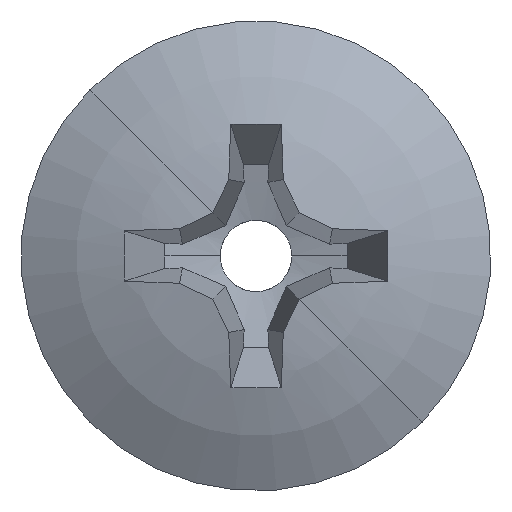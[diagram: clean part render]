
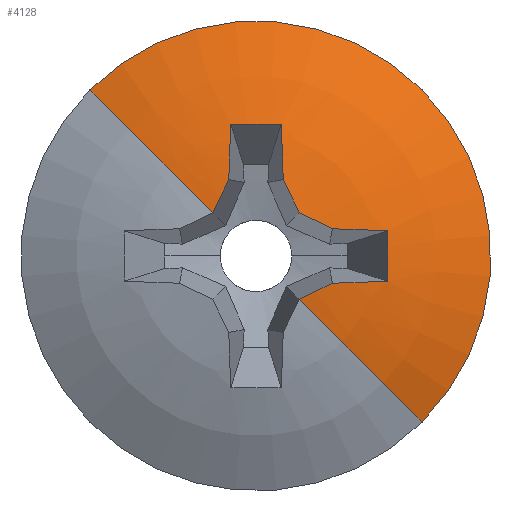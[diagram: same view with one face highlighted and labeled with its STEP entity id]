
A CAD part, left-side view. The second image highlights one B-rep face of the part: STEP entity #4128.
In plain terms, the highlighted spherical face has radius 6.558 mm.
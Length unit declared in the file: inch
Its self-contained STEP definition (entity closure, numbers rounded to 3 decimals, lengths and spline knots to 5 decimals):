
#1639=CARTESIAN_POINT('',(0.16817,0.,0.));
#1640=DIRECTION('',(0.,0.,-1.));
#1641=DIRECTION('',(-0.861,-0.509,0.));
#1642=AXIS2_PLACEMENT_3D('',#1639,#1640,#1641);
#1649=CARTESIAN_POINT('',(0.16817,0.,0.));
#1650=DIRECTION('',(0.,0.,1.));
#1651=DIRECTION('',(-0.861,0.509,0.));
#1652=AXIS2_PLACEMENT_3D('',#1649,#1650,#1651);
#1782=CARTESIAN_POINT('',(-0.08598,-0.04101,
0.01946));
#1783=CARTESIAN_POINT('',(-0.08609,-0.04073,
0.01863));
#1784=CARTESIAN_POINT('',(-0.0863,-0.04016,
0.01696));
#1785=CARTESIAN_POINT('',(-0.08658,-0.03931,
0.01449));
#1786=CARTESIAN_POINT('',(-0.08684,-0.03846,
0.01205));
#1787=CARTESIAN_POINT('',(-0.08707,-0.03762,
0.00962));
#1788=CARTESIAN_POINT('',(-0.08727,-0.03677,
0.00721));
#1789=CARTESIAN_POINT('',(-0.08745,-0.03593,
0.00481));
#1790=CARTESIAN_POINT('',(-0.0876,-0.03508,
0.00241));
#1791=CARTESIAN_POINT('',(-0.08768,-0.03451,
0.00081));
#1792=CARTESIAN_POINT('',(-0.08772,-0.03423,0.));
#1794=CARTESIAN_POINT('',(0.16393,0.01826,
0.01826));
#1795=DIRECTION('',(-0.162,0.698,0.698));
#1796=DIRECTION('',(-0.973,-0.231,0.005));
#1797=AXIS2_PLACEMENT_3D('',#1794,#1795,#1796);
#1799=CARTESIAN_POINT('',(0.14445,0.03165,
-0.03165));
#1800=DIRECTION('',(-0.468,0.625,-0.625));
#1801=DIRECTION('',(-0.882,-0.37,0.291));
#1802=AXIS2_PLACEMENT_3D('',#1799,#1800,#1801);
#1804=CARTESIAN_POINT('',(0.16393,-0.01826,
-0.01826));
#1805=DIRECTION('',(0.162,0.698,0.698));
#1806=DIRECTION('',(-0.973,-0.005,0.231));
#1807=AXIS2_PLACEMENT_3D('',#1804,#1805,#1806);
#1809=CARTESIAN_POINT('',(-0.08772,0.,0.03423));
#1810=CARTESIAN_POINT('',(-0.08762,-0.00211,
0.03498));
#1811=CARTESIAN_POINT('',(-0.08736,-0.00631,
0.03646));
#1812=CARTESIAN_POINT('',(-0.08682,-0.01246,
0.03861));
#1813=CARTESIAN_POINT('',(-0.08629,-0.01706,
0.04019));
#1814=CARTESIAN_POINT('',(-0.08598,-0.01946,
0.04101));
#1816=CARTESIAN_POINT('',(-0.08598,0.01946,
0.04101));
#1817=CARTESIAN_POINT('',(-0.0863,0.01705,
0.04019));
#1818=CARTESIAN_POINT('',(-0.08683,0.01242,
0.0386));
#1819=CARTESIAN_POINT('',(-0.08737,0.00626,
0.03645));
#1820=CARTESIAN_POINT('',(-0.08762,0.00209,
0.03497));
#1821=CARTESIAN_POINT('',(-0.08772,0.,0.03423));
#1823=CARTESIAN_POINT('',(0.16393,0.01826,
-0.01826));
#1824=DIRECTION('',(0.162,-0.698,0.698));
#1825=DIRECTION('',(-0.945,0.093,0.312));
#1826=AXIS2_PLACEMENT_3D('',#1823,#1824,#1825);
#1828=CARTESIAN_POINT('',(0.14445,-0.03165,
-0.03165));
#1829=DIRECTION('',(0.468,0.625,0.625));
#1830=DIRECTION('',(-0.882,0.37,0.291));
#1831=AXIS2_PLACEMENT_3D('',#1828,#1829,#1830);
#1833=CARTESIAN_POINT('',(0.16393,-0.01826,
0.01826));
#1834=DIRECTION('',(0.162,0.698,-0.698));
#1835=DIRECTION('',(-0.973,0.231,0.005));
#1836=AXIS2_PLACEMENT_3D('',#1833,#1834,#1835);
#1838=CARTESIAN_POINT('',(-0.08772,0.03423,0.));
#1839=CARTESIAN_POINT('',(-0.08768,0.03451,
0.0008));
#1840=CARTESIAN_POINT('',(-0.0876,0.03508,
0.00241));
#1841=CARTESIAN_POINT('',(-0.08745,0.03594,
0.00483));
#1842=CARTESIAN_POINT('',(-0.08727,0.03678,
0.00724));
#1843=CARTESIAN_POINT('',(-0.08707,0.03763,
0.00965));
#1844=CARTESIAN_POINT('',(-0.08684,0.03846,
0.01205));
#1845=CARTESIAN_POINT('',(-0.08658,0.0393,
0.01448));
#1846=CARTESIAN_POINT('',(-0.0863,0.04015,
0.01693));
#1847=CARTESIAN_POINT('',(-0.08609,0.04072,
0.01861));
#1848=CARTESIAN_POINT('',(-0.08598,0.04101,
0.01946));
#1850=CARTESIAN_POINT('',(-0.054,0.,0.));
#1851=DIRECTION('',(1.,0.,0.));
#1852=DIRECTION('',(0.,1.,0.));
#1853=AXIS2_PLACEMENT_3D('',#1850,#1851,#1852);
#2074=CARTESIAN_POINT('',(-0.054,0.1315,0.));
#2076=VERTEX_POINT('',#2074);
#2078=CARTESIAN_POINT('',(-0.054,-0.1315,0.));
#2080=VERTEX_POINT('',#2078);
#2124=VERTEX_POINT('',#1782);
#2125=VERTEX_POINT('',#1792);
#2126=CARTESIAN_POINT('',(-0.07888,-0.062,
0.0421));
#2127=VERTEX_POINT('',#2126);
#2128=CARTESIAN_POINT('',(-0.07888,-0.0421,
0.062));
#2129=VERTEX_POINT('',#2128);
#2130=CARTESIAN_POINT('',(-0.08598,-0.01946,
0.04101));
#2131=VERTEX_POINT('',#2130);
#2132=VERTEX_POINT('',#1809);
#2133=VERTEX_POINT('',#1816);
#2134=CARTESIAN_POINT('',(-0.07888,0.0421,
0.062));
#2135=VERTEX_POINT('',#2134);
#2136=CARTESIAN_POINT('',(-0.07888,0.062,
0.0421));
#2137=VERTEX_POINT('',#2136);
#2138=CARTESIAN_POINT('',(-0.08598,0.04101,
0.01946));
#2139=VERTEX_POINT('',#2138);
#2140=VERTEX_POINT('',#1838);
#4099=CARTESIAN_POINT('',(0.16817,0.,0.));
#4100=DIRECTION('',(1.,0.,0.));
#4101=DIRECTION('',(0.,-1.,0.));
#4102=AXIS2_PLACEMENT_3D('',#4099,#4100,#4101);
#4103=SPHERICAL_SURFACE('',#4102,0.25817);
#4105=ORIENTED_EDGE('',*,*,#4104,.F.);
#4107=ORIENTED_EDGE('',*,*,#4106,.T.);
#4109=ORIENTED_EDGE('',*,*,#4108,.T.);
#4111=ORIENTED_EDGE('',*,*,#4110,.F.);
#4113=ORIENTED_EDGE('',*,*,#4112,.F.);
#4115=ORIENTED_EDGE('',*,*,#4114,.F.);
#4117=ORIENTED_EDGE('',*,*,#4116,.F.);
#4119=ORIENTED_EDGE('',*,*,#4118,.F.);
#4121=ORIENTED_EDGE('',*,*,#4120,.F.);
#4122=ORIENTED_EDGE('',*,*,#4092,.F.);
#4123=ORIENTED_EDGE('',*,*,#3894,.F.);
#4124=ORIENTED_EDGE('',*,*,#3854,.T.);
#4125=ORIENTED_EDGE('',*,*,#3891,.T.);
#4126=EDGE_LOOP('',(#4105,#4107,#4109,#4111,#4113,#4115,#4117,#4119,#4121,#4122,
#4123,#4124,#4125));
#4127=FACE_OUTER_BOUND('',#4126,.F.);
#1643=CIRCLE('',#1642,0.25817);
#1653=CIRCLE('',#1652,0.25817);
#1793=B_SPLINE_CURVE_WITH_KNOTS('',3,(#1782,#1783,#1784,#1785,#1786,#1787,#1788,
#1789,#1790,#1791,#1792),.UNSPECIFIED.,.F.,.F.,(4,1,1,1,1,1,1,1,4),(0.,
0.125,0.25,0.375,0.5,0.625,0.75,0.875,1.),.UNSPECIFIED.);
#1798=CIRCLE('',#1797,0.25684);
#1803=CIRCLE('',#1802,0.25315);
#1808=CIRCLE('',#1807,0.25684);
#1815=B_SPLINE_CURVE_WITH_KNOTS('',3,(#1809,#1810,#1811,#1812,#1813,#1814),
.UNSPECIFIED.,.F.,.F.,(4,1,1,4),(0.,0.33333,0.66667,1.),
.UNSPECIFIED.);
#1822=B_SPLINE_CURVE_WITH_KNOTS('',3,(#1816,#1817,#1818,#1819,#1820,#1821),
.UNSPECIFIED.,.F.,.F.,(4,1,1,4),(0.,0.33333,0.66667,1.),
.UNSPECIFIED.);
#1827=CIRCLE('',#1826,0.25684);
#1832=CIRCLE('',#1831,0.25315);
#1837=CIRCLE('',#1836,0.25684);
#1849=B_SPLINE_CURVE_WITH_KNOTS('',3,(#1838,#1839,#1840,#1841,#1842,#1843,#1844,
#1845,#1846,#1847,#1848),.UNSPECIFIED.,.F.,.F.,(4,1,1,1,1,1,1,1,4),(0.,
0.125,0.25,0.375,0.5,0.625,0.75,0.875,1.),.UNSPECIFIED.);
#1854=CIRCLE('',#1853,0.1315);
#3854=EDGE_CURVE('',#2076,#2080,#1854,.T.);
#3891=EDGE_CURVE('',#2080,#2125,#1643,.T.);
#3894=EDGE_CURVE('',#2076,#2140,#1653,.T.);
#4092=EDGE_CURVE('',#2140,#2139,#1849,.T.);
#4104=EDGE_CURVE('',#2124,#2125,#1793,.T.);
#4106=EDGE_CURVE('',#2124,#2127,#1798,.T.);
#4108=EDGE_CURVE('',#2127,#2129,#1803,.T.);
#4110=EDGE_CURVE('',#2131,#2129,#1808,.T.);
#4112=EDGE_CURVE('',#2132,#2131,#1815,.T.);
#4114=EDGE_CURVE('',#2133,#2132,#1822,.T.);
#4116=EDGE_CURVE('',#2135,#2133,#1827,.T.);
#4118=EDGE_CURVE('',#2137,#2135,#1832,.T.);
#4120=EDGE_CURVE('',#2139,#2137,#1837,.T.);
#4128=ADVANCED_FACE('',(#4127),#4103,.T.);
